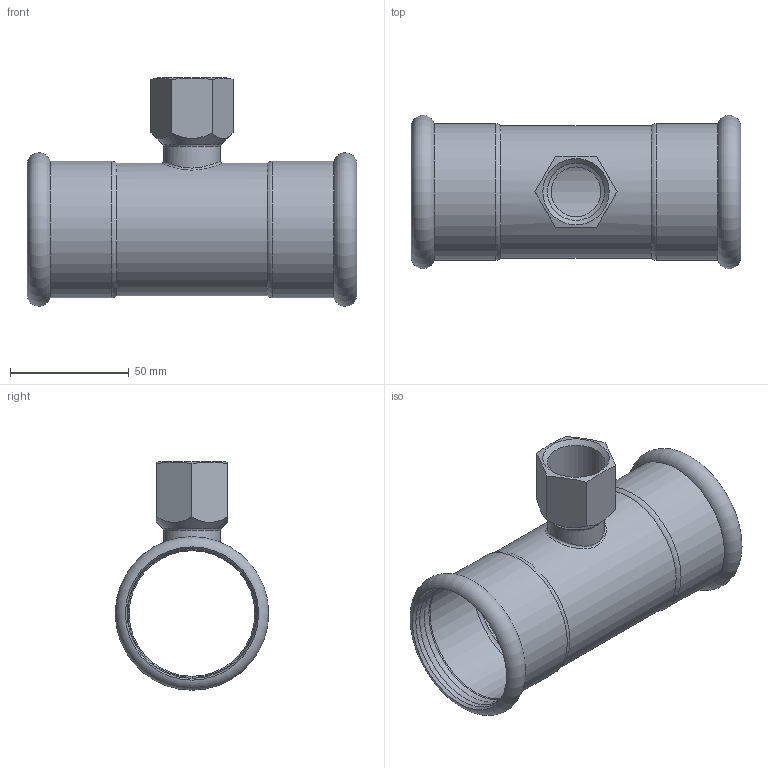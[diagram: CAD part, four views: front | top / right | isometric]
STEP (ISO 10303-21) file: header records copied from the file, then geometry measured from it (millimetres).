
FILE_DESCRIPTION(/* description */ ('TEE CON DERIVAZIONE FILETTATA FEMMINA 3/4"x54'),/* implementation_level */ '2;1');
FILE_NAME(/* name */ '189304054_Inoxpres.stp',/* time_stamp */ '2022-10-12T08:28:20+02:00',/* author */ ('Vault'),/* organization */ ('Raccorderie metalliche s.p.a.'),/* preprocessor_version */ 'ST-DEVELOPER v18.1',/* originating_system */ 'Autodesk Inventor 2020',/* authorisation */ 'Raccorderie metalliche s.p.a.');
FILE_SCHEMA (('AUTOMOTIVE_DESIGN { 1 0 10303 214 3 1 1 }'));
Length unit declared in the file: millimetre
Products named in the file (1): 189304054_Inoxpres
Bounding box: 139 x 64.76 x 96.38 mm (x, y, z)
Volume: 55230.8 mm3; surface area: 56196.1 mm2
Topology: 1 solids, 1 shells, 40 faces, 133 edges, 94 vertices
Faces by surface type: cylinder 14, torus 11, plane 7, cone 6, bspline 2
Full cylindrical faces by diameter (mm): 21 x1, 21.6 x1, 24 x1, 24.117 x1, 53 x1, 54.5 x2, 54.7 x4, 56 x1, 57.5 x2
Entity records: 1830 total; most frequent: CARTESIAN_POINT 555, DIRECTION 284, ORIENTED_EDGE 270, EDGE_CURVE 135, AXIS2_PLACEMENT_3D 128, VERTEX_POINT 96, CIRCLE 89, EDGE_LOOP 43
